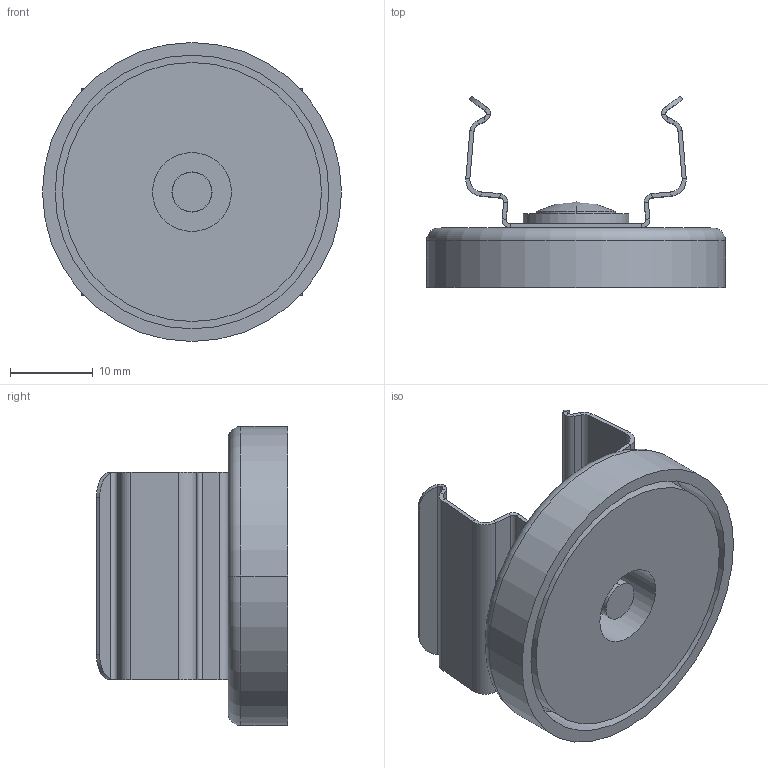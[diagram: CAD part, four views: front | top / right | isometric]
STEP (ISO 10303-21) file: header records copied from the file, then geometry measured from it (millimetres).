
FILE_DESCRIPTION((''),'2;1');
FILE_NAME('198155_ASM','2016-12-14T',('PDMAdmin'),('BANNER ENGINEERING'),'CREO PARAMETRIC BY PTC INC, 2016260','CREO PARAMETRIC BY PTC INC, 2016260','');
FILE_SCHEMA(('CONFIG_CONTROL_DESIGN'));
Length unit declared in the file: inch
Products named in the file (5): 172916; 197805; 37222; 176885_AF0; 198155_ASM
Assembly tree (4 placements, depth 2):
  198155_ASM
    172916
    197805
    37222
    176885_AF0
Bounding box: 36.07 x 23.08 x 36.07 mm (x, y, z)
Volume: 7385.7 mm3; surface area: 7574.2 mm2
Topology: 4 solids, 4 shells, 123 faces, 252 edges, 139 vertices
Faces by surface type: plane 71, cylinder 44, bspline 4, torus 2, sphere 2
Entity records: 3403 total; most frequent: CARTESIAN_POINT 671, DIRECTION 592, ORIENTED_EDGE 500, EDGE_CURVE 250, AXIS2_PLACEMENT_3D 222, VECTOR 148, LINE 148, VERTEX_POINT 139
